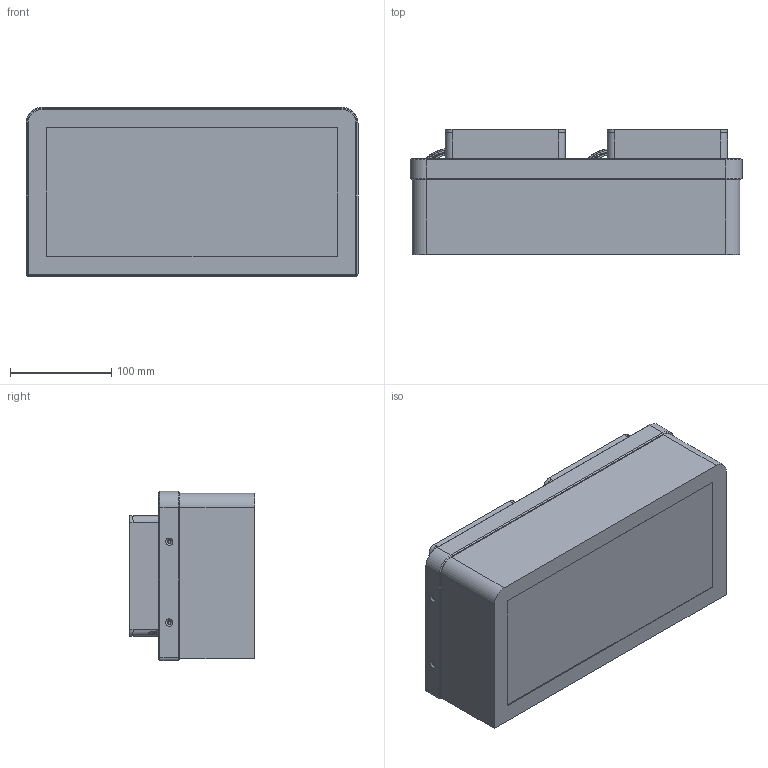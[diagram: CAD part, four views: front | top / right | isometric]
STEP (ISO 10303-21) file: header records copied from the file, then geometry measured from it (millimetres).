
FILE_DESCRIPTION (( 'STEP AP203' ), '1' );
FILE_NAME ('CD-43550 ASSY, DUAL EMITTER, 385 PRIME.STEP', '2020-10-30T13:53:38', ( '' ), ( '' ), 'SwSTEP 2.0', 'SolidWorks 2019', '' );
FILE_SCHEMA (( 'CONFIG_CONTROL_DESIGN' ));
Length unit declared in the file: inch
Products named in the file (1): CD-43550 ASSY, DUAL EMITTER, 385 PRIME
Bounding box: 328.31 x 123.7 x 167.45 mm (x, y, z)
Volume: 5574599 mm3; surface area: 262954.7 mm2
Topology: 1 solids, 1 shells, 1143 faces, 2888 edges, 1910 vertices
Faces by surface type: plane 843, cylinder 168, bspline 106, cone 26
Full cylindrical faces by diameter (mm): 0.635 x8, 1.5 x4, 3.4 x4, 4.2 x8
Entity records: 40935 total; most frequent: CARTESIAN_POINT 14308, ORIENTED_EDGE 5588, DIRECTION 4982, EDGE_CURVE 2794, VECTOR 2098, LINE 2098, VERTEX_POINT 1874, AXIS2_PLACEMENT_3D 1442
